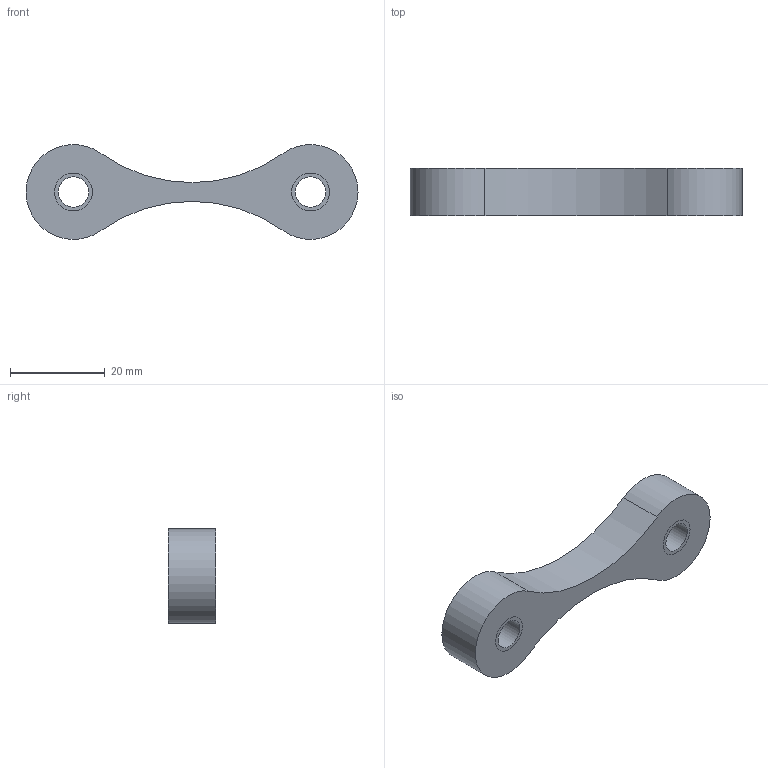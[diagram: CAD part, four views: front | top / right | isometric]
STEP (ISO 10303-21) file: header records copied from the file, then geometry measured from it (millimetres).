
FILE_DESCRIPTION(/* description */ (''),/* implementation_level */ '2;1');
FILE_NAME(/* name */ 'linkage.step',/* time_stamp */ '2025-11-20T16:38:39+07:00',/* author */ (''),/* organization */ (''),/* preprocessor_version */ 'ST-DEVELOPER v20.1',/* originating_system */ 'Autodesk Translation Framework v14.21.0.0',/* authorisation */ '');
FILE_SCHEMA (('AUTOMOTIVE_DESIGN { 1 0 10303 214 3 1 1 }'));
Length unit declared in the file: millimetre
Products named in the file (3): 10g; Silicone; Brass_insert
Assembly tree (2 placements, depth 2):
  10g
    Silicone
    Brass_insert
Bounding box: 70 x 10 x 19.97 mm (x, y, z)
Volume: 7683.9 mm3; surface area: 9010.9 mm2
Topology: 4 solids, 4 shells, 37 faces, 72 edges, 48 vertices
Faces by surface type: cylinder 24, plane 13
Full cylindrical faces by diameter (mm): 6.4 x2, 8 x6, 10 x4
Entity records: 1121 total; most frequent: DIRECTION 206, CARTESIAN_POINT 163, ORIENTED_EDGE 144, AXIS2_PLACEMENT_3D 91, EDGE_CURVE 72, EDGE_LOOP 54, CIRCLE 48, VERTEX_POINT 48
